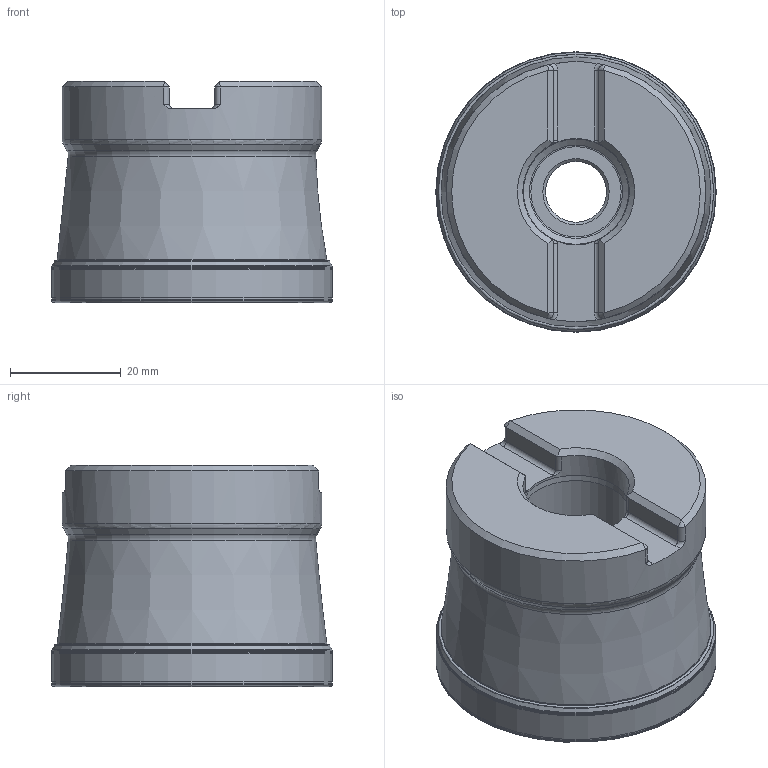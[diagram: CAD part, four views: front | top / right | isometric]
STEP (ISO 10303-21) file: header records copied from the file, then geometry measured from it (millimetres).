
FILE_DESCRIPTION(/* description */ (''),/* implementation_level */ '2;1');
FILE_NAME(/* name */ '200A05R_IS90TN10_C_115010564ndi000_00_SIM.stp',/* time_stamp */ '2019-12-12T15:06:52+01:00',/* author */ (''),/* organization */ (''),/* preprocessor_version */ 'ST-DEVELOPER v16.7',/* originating_system */ 'SIEMENS PLM Software NX 12.0',/* authorisation */ '');
FILE_SCHEMA (('AUTOMOTIVE_DESIGN { 1 0 10303 214 3 1 1 1 }'));
Length unit declared in the file: millimetre
Products named in the file (1): lf1952B0B7CEek4c
Bounding box: 50.76 x 50.76 x 40 mm (x, y, z)
Volume: 62498.8 mm3; surface area: 14482.2 mm2
Topology: 2 solids, 2 shells, 117 faces, 268 edges, 149 vertices
Faces by surface type: revolution 39, cylinder 28, cone 20, torus 16, plane 14
Full cylindrical faces by diameter (mm): 11 x1, 16 x1, 19.056 x1, 19.25 x1, 47 x1, 48.8 x1
Entity records: 3318 total; most frequent: CARTESIAN_POINT 969, DIRECTION 473, ORIENTED_EDGE 384, AXIS2_PLACEMENT_3D 195, EDGE_CURVE 192, EDGE_LOOP 184, VERTEX_POINT 142, FACE_BOUND 134
